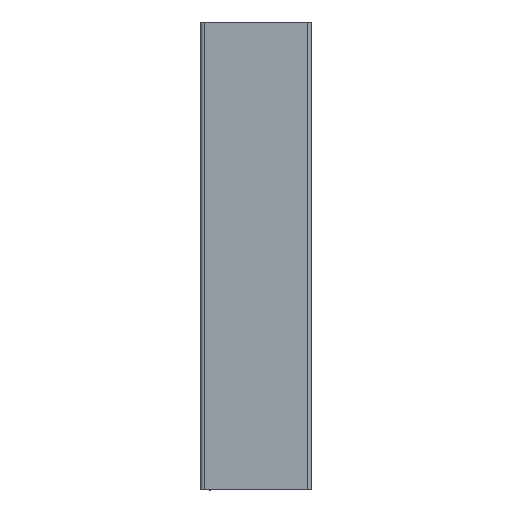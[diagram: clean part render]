
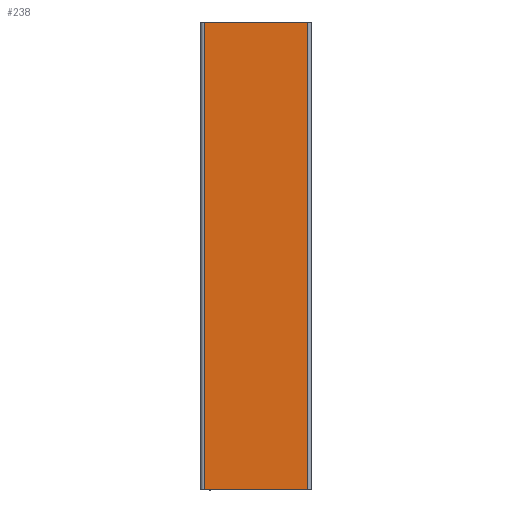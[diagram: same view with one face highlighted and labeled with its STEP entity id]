
A CAD part, left-side view. The second image highlights one B-rep face of the part: STEP entity #238.
In plain terms, the highlighted planar face has unit normal (-1, 0, 0).
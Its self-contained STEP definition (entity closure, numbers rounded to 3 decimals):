
#5 = DIRECTION ( 'NONE',  ( 0., 0., -1. ) ) ;
#107 = CARTESIAN_POINT ( 'NONE',  ( 5.211, -38.098, 0. ) ) ;
#238 = ADVANCED_FACE ( 'NONE', ( #2155 ), #6694, .T. ) ;
#780 = VERTEX_POINT ( 'NONE', #6174 ) ;
#953 = VERTEX_POINT ( 'NONE', #6109 ) ;
#959 = VERTEX_POINT ( 'NONE', #6103 ) ;
#979 = VERTEX_POINT ( 'NONE', #6083 ) ;
#1043 = ORIENTED_EDGE ( 'NONE', *, *, #4821, .T. ) ;
#1044 = ORIENTED_EDGE ( 'NONE', *, *, #5036, .F. ) ;
#1045 = ORIENTED_EDGE ( 'NONE', *, *, #4823, .T. ) ;
#1046 = ORIENTED_EDGE ( 'NONE', *, *, #5037, .T. ) ;
#1471 = AXIS2_PLACEMENT_3D ( 'NONE', #6703, #6621, #6622 ) ;
#2155 = FACE_OUTER_BOUND ( 'NONE', #2721, .T. ) ;
#2721 = EDGE_LOOP ( 'NONE', ( #1046, #1045, #1044, #1043 ) ) ;
#3570 = DIRECTION ( 'NONE',  ( 0., 0., 1. ) ) ;
#3572 = CARTESIAN_POINT ( 'NONE',  ( 5.211, -50.925, 0. ) ) ;
#3640 = VECTOR ( 'NONE', #3570, 1000. ) ;
#3644 = LINE ( 'NONE', #107, #3646 ) ;
#3646 = VECTOR ( 'NONE', #5, 1000. ) ;
#3647 = LINE ( 'NONE', #3572, #3640 ) ;
#3904 = LINE ( 'NONE', #5726, #3905 ) ;
#3905 = VECTOR ( 'NONE', #5725, 1000. ) ;
#3906 = LINE ( 'NONE', #5724, #3907 ) ;
#3907 = VECTOR ( 'NONE', #5723, 1000. ) ;
#4821 = EDGE_CURVE ( 'NONE', #780, #959, #3644, .T. ) ;
#4823 = EDGE_CURVE ( 'NONE', #979, #953, #3647, .T. ) ;
#5036 = EDGE_CURVE ( 'NONE', #780, #953, #3904, .T. ) ;
#5037 = EDGE_CURVE ( 'NONE', #959, #979, #3906, .T. ) ;
#5723 = DIRECTION ( 'NONE',  ( 0., -1., 0. ) ) ;
#5724 = CARTESIAN_POINT ( 'NONE',  ( 5.211, -38.098, -57.912 ) ) ;
#5725 = DIRECTION ( 'NONE',  ( 0., -1., 0. ) ) ;
#5726 = CARTESIAN_POINT ( 'NONE',  ( 5.211, 0., 0. ) ) ;
#6083 = CARTESIAN_POINT ( 'NONE',  ( 5.211, -50.925, -57.912 ) ) ;
#6103 = CARTESIAN_POINT ( 'NONE',  ( 5.211, -38.098, -57.912 ) ) ;
#6109 = CARTESIAN_POINT ( 'NONE',  ( 5.211, -50.925, 0. ) ) ;
#6174 = CARTESIAN_POINT ( 'NONE',  ( 5.211, -38.098, 0. ) ) ;
#6621 = DIRECTION ( 'NONE',  ( -1., 0., 0. ) ) ;
#6622 = DIRECTION ( 'NONE',  ( 0., -1., 0. ) ) ;
#6694 = PLANE ( 'NONE',  #1471 ) ;
#6703 = CARTESIAN_POINT ( 'NONE',  ( 5.211, -38.098, 0. ) ) ;
